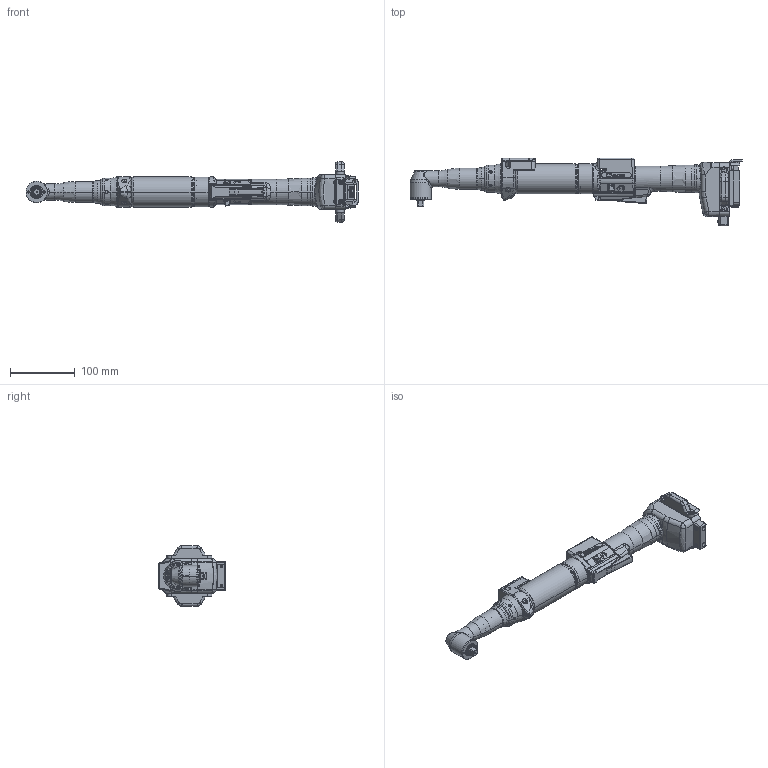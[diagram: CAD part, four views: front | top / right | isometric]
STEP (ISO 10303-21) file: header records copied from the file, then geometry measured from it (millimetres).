
FILE_DESCRIPTION((''),'2;1');
FILE_NAME('47BAYPB35P3_SW0001','2015-11-11T',('J380X'),(''),'PRO/ENGINEER BY PARAMETRIC TECHNOLOGY CORPORATION, 2010140','PRO/ENGINEER BY PARAMETRIC TECHNOLOGY CORPORATION, 2010140','');
FILE_SCHEMA(('CONFIG_CONTROL_DESIGN'));
Products named in the file (1): 47BAYPB35P3_SW0001
Bounding box: 514.25 x 104.95 x 93.5 mm (x, y, z)
Volume: 276499.7 mm3; surface area: 270732.4 mm2
Topology: 18 solids, 19 shells, 7182 faces, 19659 edges, 12737 vertices
Faces by surface type: plane 5152, cylinder 1211, bspline 290, cone 220, torus 192, sphere 111, extrusion 6
Entity records: 262027 total; most frequent: CARTESIAN_POINT 81866, ORIENTED_EDGE 39286, DIRECTION 34686, EDGE_CURVE 19643, VECTOR 14896, LINE 14890, VERTEX_POINT 12737, AXIS2_PLACEMENT_3D 9895
